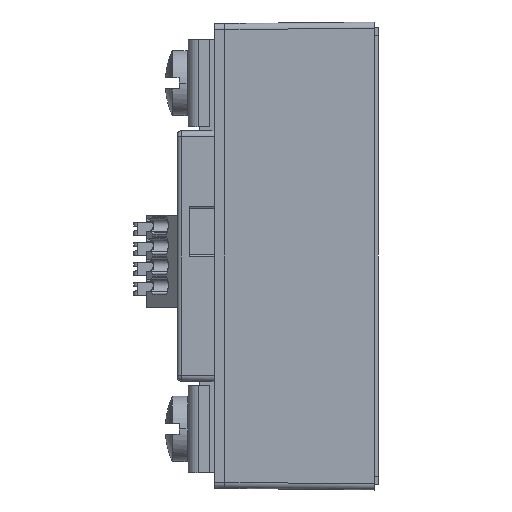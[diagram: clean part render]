
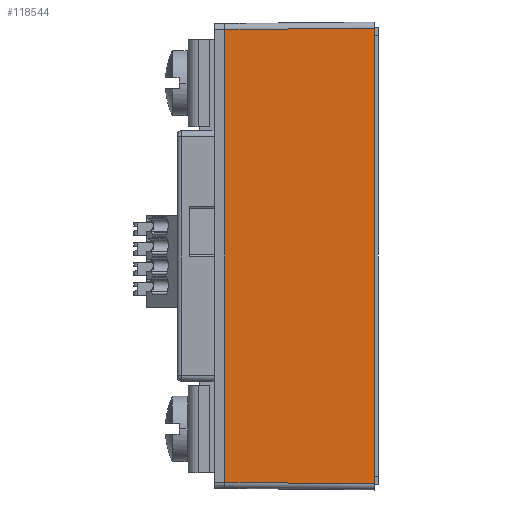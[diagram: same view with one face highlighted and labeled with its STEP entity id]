
A CAD part, left-side view. The second image highlights one B-rep face of the part: STEP entity #118544.
In plain terms, the highlighted planar face has unit normal (-1, 0.031, 0).
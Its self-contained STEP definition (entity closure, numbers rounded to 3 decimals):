
#18558 = VECTOR ( 'NONE', #87332, 1000. ) ;
#18559 = VECTOR ( 'NONE', #87336, 1000. ) ;
#20298 = CARTESIAN_POINT ( 'NONE',  ( -22.861, 0.457, 28.45 ) ) ;
#20309 = CARTESIAN_POINT ( 'NONE',  ( -22.861, 0.457, -28.45 ) ) ;
#20313 = CARTESIAN_POINT ( 'NONE',  ( -22.288, 19.126, -28.258 ) ) ;
#20325 = CARTESIAN_POINT ( 'NONE',  ( -22.288, 19.126, 28.258 ) ) ;
#23403 = B_SPLINE_CURVE_WITH_KNOTS ( 'NONE', 3,
 ( #87338, #87340, #87341, #87342 ),
 .UNSPECIFIED., .F., .F.,
 ( 4, 4 ),
 ( 0., 1. ),
 .UNSPECIFIED. ) ;
#23414 = B_SPLINE_CURVE_WITH_KNOTS ( 'NONE', 3,
 ( #87321, #87322, #87324, #87326 ),
 .UNSPECIFIED., .F., .F.,
 ( 4, 4 ),
 ( 0., 1. ),
 .UNSPECIFIED. ) ;
#36566 = EDGE_CURVE ( 'NONE', #65588, #65585, #23414, .T. ) ;
#36570 = EDGE_CURVE ( 'NONE', #65591, #65588, #81207, .T. ) ;
#36573 = EDGE_CURVE ( 'NONE', #65585, #65582, #81208, .T. ) ;
#36576 = EDGE_CURVE ( 'NONE', #65582, #65591, #23403, .T. ) ;
#41421 = ORIENTED_EDGE ( 'NONE', *, *, #36570, .T. ) ;
#41422 = ORIENTED_EDGE ( 'NONE', *, *, #36573, .T. ) ;
#41423 = ORIENTED_EDGE ( 'NONE', *, *, #36566, .T. ) ;
#41424 = ORIENTED_EDGE ( 'NONE', *, *, #36576, .T. ) ;
#45317 = EDGE_LOOP ( 'NONE', ( #41421, #41423, #41422, #41424 ) ) ;
#65582 = VERTEX_POINT ( 'NONE', #20298 ) ;
#65585 = VERTEX_POINT ( 'NONE', #20309 ) ;
#65588 = VERTEX_POINT ( 'NONE', #20313 ) ;
#65591 = VERTEX_POINT ( 'NONE', #20325 ) ;
#81207 = LINE ( 'NONE', #87330, #18558 ) ;
#81208 = LINE ( 'NONE', #87335, #18559 ) ;
#87321 = CARTESIAN_POINT ( 'NONE',  ( -22.288, 19.126, -28.258 ) ) ;
#87322 = CARTESIAN_POINT ( 'NONE',  ( -22.479, 12.903, -28.322 ) ) ;
#87324 = CARTESIAN_POINT ( 'NONE',  ( -22.67, 6.68, -28.386 ) ) ;
#87326 = CARTESIAN_POINT ( 'NONE',  ( -22.861, 0.457, -28.45 ) ) ;
#87330 = CARTESIAN_POINT ( 'NONE',  ( -22.288, 19.126, 0. ) ) ;
#87332 = DIRECTION ( 'NONE',  ( 0., 0., -1. ) ) ;
#87335 = CARTESIAN_POINT ( 'NONE',  ( -22.861, 0.457, 0. ) ) ;
#87336 = DIRECTION ( 'NONE',  ( 0., 0., 1. ) ) ;
#87338 = CARTESIAN_POINT ( 'NONE',  ( -22.861, 0.457, 28.45 ) ) ;
#87340 = CARTESIAN_POINT ( 'NONE',  ( -22.67, 6.68, 28.386 ) ) ;
#87341 = CARTESIAN_POINT ( 'NONE',  ( -22.479, 12.903, 28.322 ) ) ;
#87342 = CARTESIAN_POINT ( 'NONE',  ( -22.288, 19.126, 28.258 ) ) ;
#90439 = AXIS2_PLACEMENT_3D ( 'NONE', #98077, #98078, #98079 ) ;
#96043 = FACE_OUTER_BOUND ( 'NONE', #45317, .T. ) ;
#98076 = PLANE ( 'NONE',  #90439 ) ;
#98077 = CARTESIAN_POINT ( 'NONE',  ( -22.288, 19.126, -28.791 ) ) ;
#98078 = DIRECTION ( 'NONE',  ( -1., 0.031, 0. ) ) ;
#98079 = DIRECTION ( 'NONE',  ( -0.031, -1., 0. ) ) ;
#118544 = ADVANCED_FACE ( 'NONE', ( #96043 ), #98076, .T. ) ;
